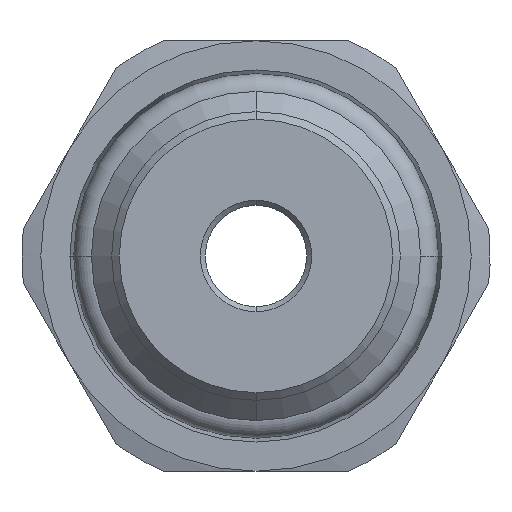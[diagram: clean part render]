
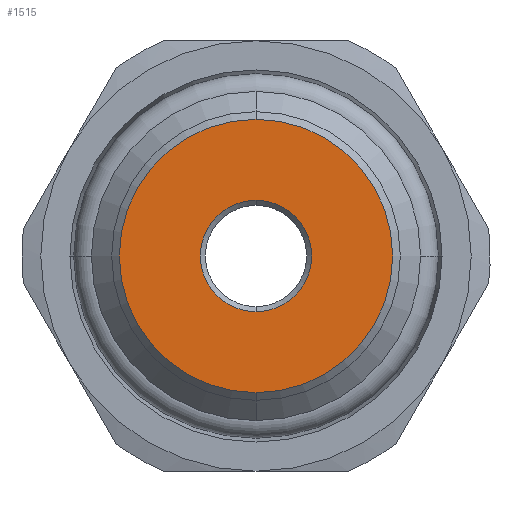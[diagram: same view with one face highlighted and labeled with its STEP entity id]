
A CAD part, front view. The second image highlights one B-rep face of the part: STEP entity #1515.
In plain terms, the highlighted planar face has unit normal (0, -1, 0).
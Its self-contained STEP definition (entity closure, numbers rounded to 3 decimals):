
#486=CARTESIAN_POINT('',(0.,0.,0.));
#487=DIRECTION('',(0.,1.,0.));
#488=DIRECTION('',(0.,0.,-1.));
#489=AXIS2_PLACEMENT_3D('',#486,#487,#488);
#491=CARTESIAN_POINT('',(0.,0.,0.));
#492=DIRECTION('',(0.,-1.,0.));
#493=DIRECTION('',(0.,0.,-1.));
#494=AXIS2_PLACEMENT_3D('',#491,#492,#493);
#496=CARTESIAN_POINT('',(0.,0.,0.));
#497=DIRECTION('',(0.,1.,0.));
#498=DIRECTION('',(0.,0.,-1.));
#499=AXIS2_PLACEMENT_3D('',#496,#497,#498);
#501=CARTESIAN_POINT('',(0.,0.,0.));
#502=DIRECTION('',(0.,-1.,0.));
#503=DIRECTION('',(0.,0.,-1.));
#504=AXIS2_PLACEMENT_3D('',#501,#502,#503);
#664=CARTESIAN_POINT('',(0.,0.,-2.2));
#665=VERTEX_POINT('',#664);
#666=CARTESIAN_POINT('',(0.,0.,-5.4));
#668=VERTEX_POINT('',#666);
#680=CARTESIAN_POINT('',(0.,0.,2.2));
#681=VERTEX_POINT('',#680);
#682=CARTESIAN_POINT('',(0.,0.,5.4));
#684=VERTEX_POINT('',#682);
#1500=CARTESIAN_POINT('',(0.,0.,0.));
#1501=DIRECTION('',(0.,-1.,0.));
#1502=DIRECTION('',(0.,0.,1.));
#1503=AXIS2_PLACEMENT_3D('',#1500,#1501,#1502);
#1504=PLANE('',#1503);
#1505=ORIENTED_EDGE('',*,*,#1493,.F.);
#1506=ORIENTED_EDGE('',*,*,#1482,.T.);
#1507=EDGE_LOOP('',(#1505,#1506));
#1508=FACE_OUTER_BOUND('',#1507,.F.);
#1510=ORIENTED_EDGE('',*,*,#1509,.F.);
#1512=ORIENTED_EDGE('',*,*,#1511,.T.);
#1513=EDGE_LOOP('',(#1510,#1512));
#1514=FACE_BOUND('',#1513,.F.);
#1515=ADVANCED_FACE('',(#1508,#1514),#1504,.T.);
#490=CIRCLE('',#489,5.4);
#495=CIRCLE('',#494,5.4);
#500=CIRCLE('',#499,2.2);
#505=CIRCLE('',#504,2.2);
#1482=EDGE_CURVE('',#668,#684,#490,.T.);
#1493=EDGE_CURVE('',#668,#684,#495,.T.);
#1509=EDGE_CURVE('',#665,#681,#500,.T.);
#1511=EDGE_CURVE('',#665,#681,#505,.T.);
